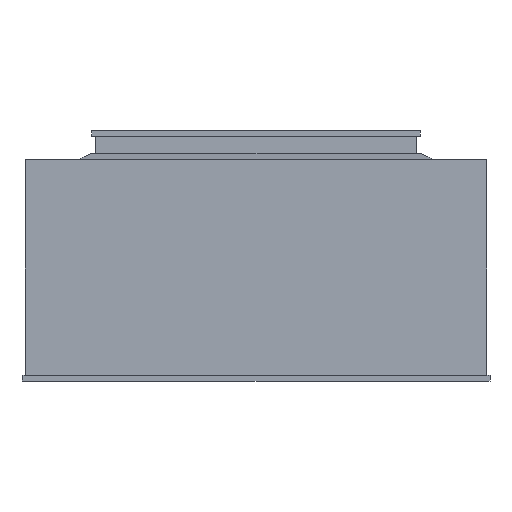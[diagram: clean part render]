
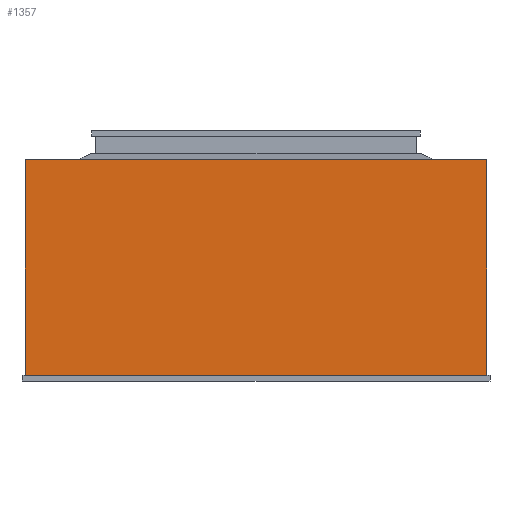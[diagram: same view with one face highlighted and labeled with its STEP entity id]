
A CAD part, top view. The second image highlights one B-rep face of the part: STEP entity #1357.
In plain terms, the highlighted planar face has unit normal (0, 0, 1).
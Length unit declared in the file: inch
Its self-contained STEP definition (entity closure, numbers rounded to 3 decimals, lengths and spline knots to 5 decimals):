
#32 = AXIS2_PLACEMENT_3D ( 'NONE', #1000, #1625, #2203 ) ;
#229 = EDGE_CURVE ( 'NONE', #3326, #2509, #996, .T. ) ;
#230 = EDGE_CURVE ( 'NONE', #2509, #2890, #3077, .T. ) ;
#260 = EDGE_LOOP ( 'NONE', ( #3240, #2156, #2928, #1707 ) ) ;
#318 = CARTESIAN_POINT ( 'NONE',  ( -18.63502, 17.875, 0. ) ) ;
#380 = DIRECTION ( 'NONE',  ( 0., -1., 0. ) ) ;
#759 = DIRECTION ( 'NONE',  ( -1., 0., 0. ) ) ;
#838 = VECTOR ( 'NONE', #2207, 39.37008 ) ;
#996 = LINE ( 'NONE', #1044, #1954 ) ;
#1000 = CARTESIAN_POINT ( 'NONE',  ( 0., 0., 0. ) ) ;
#1044 = CARTESIAN_POINT ( 'NONE',  ( -18.63502, 17.875, 0. ) ) ;
#1063 = CARTESIAN_POINT ( 'NONE',  ( -18.63502, 17.875, 0. ) ) ;
#1357 = ADVANCED_FACE ( 'NONE', ( #2813 ), #1917, .T. ) ;
#1625 = DIRECTION ( 'NONE',  ( 0., 0., 1. ) ) ;
#1707 = ORIENTED_EDGE ( 'NONE', *, *, #229, .T. ) ;
#1720 = EDGE_CURVE ( 'NONE', #2890, #2966, #3217, .T. ) ;
#1771 = CARTESIAN_POINT ( 'NONE',  ( -18.63502, 0.46875, 0. ) ) ;
#1917 = PLANE ( 'NONE',  #32 ) ;
#1954 = VECTOR ( 'NONE', #759, 39.37008 ) ;
#2026 = CARTESIAN_POINT ( 'NONE',  ( -18.63502, 0.46875, 0. ) ) ;
#2055 = CARTESIAN_POINT ( 'NONE',  ( 18.63502, 17.875, 0. ) ) ;
#2146 = VECTOR ( 'NONE', #3820, 39.37008 ) ;
#2156 = ORIENTED_EDGE ( 'NONE', *, *, #1720, .T. ) ;
#2203 = DIRECTION ( 'NONE',  ( 1., 0., 0. ) ) ;
#2207 = DIRECTION ( 'NONE',  ( 0., 1., 0. ) ) ;
#2509 = VERTEX_POINT ( 'NONE', #318 ) ;
#2813 = FACE_OUTER_BOUND ( 'NONE', #260, .T. ) ;
#2890 = VERTEX_POINT ( 'NONE', #1771 ) ;
#2928 = ORIENTED_EDGE ( 'NONE', *, *, #3547, .T. ) ;
#2936 = VECTOR ( 'NONE', #380, 39.37008 ) ;
#2966 = VERTEX_POINT ( 'NONE', #3579 ) ;
#3077 = LINE ( 'NONE', #1063, #2936 ) ;
#3110 = CARTESIAN_POINT ( 'NONE',  ( 18.63502, 17.875, 0. ) ) ;
#3217 = LINE ( 'NONE', #2026, #2146 ) ;
#3240 = ORIENTED_EDGE ( 'NONE', *, *, #230, .T. ) ;
#3326 = VERTEX_POINT ( 'NONE', #2055 ) ;
#3547 = EDGE_CURVE ( 'NONE', #2966, #3326, #3716, .T. ) ;
#3579 = CARTESIAN_POINT ( 'NONE',  ( 18.63502, 0.46875, 0. ) ) ;
#3716 = LINE ( 'NONE', #3110, #838 ) ;
#3820 = DIRECTION ( 'NONE',  ( 1., 0., 0. ) ) ;
